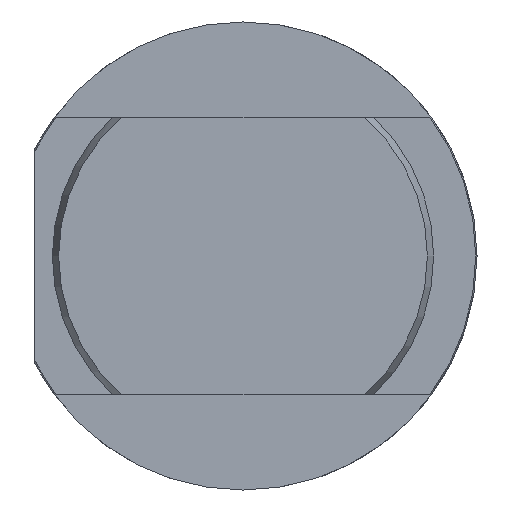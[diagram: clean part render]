
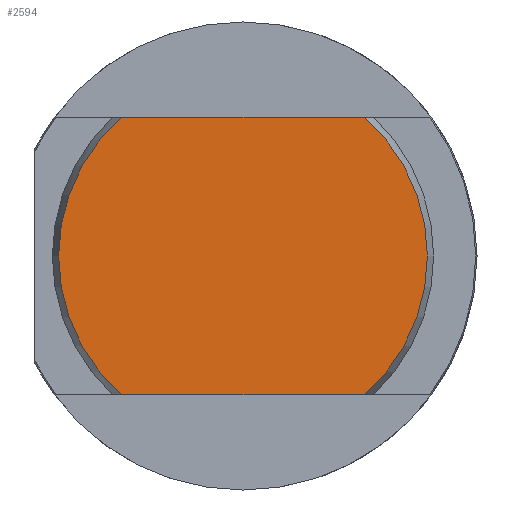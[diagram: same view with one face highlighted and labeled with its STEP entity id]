
A CAD part, left-side view. The second image highlights one B-rep face of the part: STEP entity #2594.
In plain terms, the highlighted planar face has unit normal (-1, 0, 0).
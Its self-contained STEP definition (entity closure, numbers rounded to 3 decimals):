
#803 = EDGE_LOOP ( 'NONE', ( #1734, #1763, #1755, #1761 ) ) ;
#1518 = CARTESIAN_POINT ( 'NONE',  ( 0., 12.75, 8. ) ) ;
#1527 = CARTESIAN_POINT ( 'NONE',  ( 0., 12.75, -8. ) ) ;
#1530 = CARTESIAN_POINT ( 'NONE',  ( 0., 0., 0. ) ) ;
#1531 = DIRECTION ( 'NONE',  ( 0., -1., 0. ) ) ;
#1533 = DIRECTION ( 'NONE',  ( -1., 0., 0. ) ) ;
#1534 = DIRECTION ( 'NONE',  ( 0., 0., -1. ) ) ;
#1536 = DIRECTION ( 'NONE',  ( 0., 1., 0. ) ) ;
#1583 = CARTESIAN_POINT ( 'NONE',  ( 0., 0., 0. ) ) ;
#1584 = DIRECTION ( 'NONE',  ( -1., 0., 0. ) ) ;
#1585 = DIRECTION ( 'NONE',  ( 0., 0., -1. ) ) ;
#1734 = ORIENTED_EDGE ( 'NONE', *, *, #3095, .T. ) ;
#1755 = ORIENTED_EDGE ( 'NONE', *, *, #3114, .T. ) ;
#1761 = ORIENTED_EDGE ( 'NONE', *, *, #3094, .F. ) ;
#1763 = ORIENTED_EDGE ( 'NONE', *, *, #3096, .F. ) ;
#1806 = DIRECTION ( 'NONE',  ( 1., 0., 0. ) ) ;
#1856 = CARTESIAN_POINT ( 'NONE',  ( 0., 0., 0. ) ) ;
#1880 = PLANE ( 'NONE',  #3242 ) ;
#1911 = DIRECTION ( 'NONE',  ( 0., 0., -1. ) ) ;
#2011 = CARTESIAN_POINT ( 'NONE',  ( 0., 7.009, -8. ) ) ;
#2015 = VERTEX_POINT ( 'NONE', #2187 ) ;
#2034 = VERTEX_POINT ( 'NONE', #2320 ) ;
#2072 = VERTEX_POINT ( 'NONE', #2222 ) ;
#2187 = CARTESIAN_POINT ( 'NONE',  ( 0., 7.009, 8. ) ) ;
#2222 = CARTESIAN_POINT ( 'NONE',  ( 0., -7.009, -8. ) ) ;
#2320 = CARTESIAN_POINT ( 'NONE',  ( 0., -7.009, 8. ) ) ;
#2477 = VERTEX_POINT ( 'NONE', #2011 ) ;
#2594 = ADVANCED_FACE ( 'NONE', ( #3540 ), #1880, .F. ) ;
#3094 = EDGE_CURVE ( 'NONE', #2015, #2034, #3947, .T. ) ;
#3095 = EDGE_CURVE ( 'NONE', #2015, #2477, #3957, .T. ) ;
#3096 = EDGE_CURVE ( 'NONE', #2072, #2477, #3956, .T. ) ;
#3114 = EDGE_CURVE ( 'NONE', #2072, #2034, #3979, .T. ) ;
#3242 = AXIS2_PLACEMENT_3D ( 'NONE', #1856, #1806, #1911 ) ;
#3403 = AXIS2_PLACEMENT_3D ( 'NONE', #1530, #1533, #1534 ) ;
#3411 = AXIS2_PLACEMENT_3D ( 'NONE', #1583, #1584, #1585 ) ;
#3540 = FACE_OUTER_BOUND ( 'NONE', #803, .T. ) ;
#3943 = VECTOR ( 'NONE', #1536, 1000. ) ;
#3947 = LINE ( 'NONE', #1518, #3953 ) ;
#3953 = VECTOR ( 'NONE', #1531, 1000. ) ;
#3956 = LINE ( 'NONE', #1527, #3943 ) ;
#3957 = CIRCLE ( 'NONE', #3403, 10.636 ) ;
#3979 = CIRCLE ( 'NONE', #3411, 10.636 ) ;
